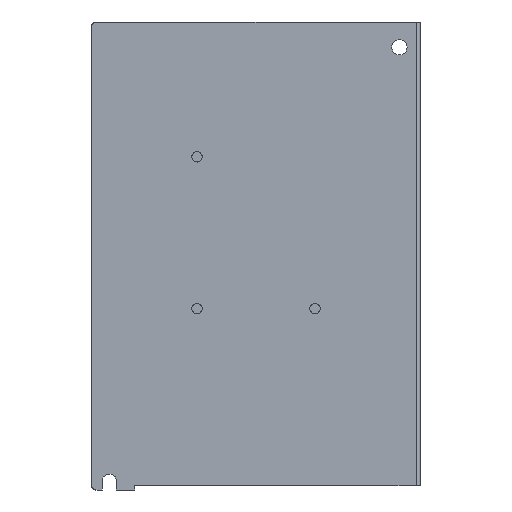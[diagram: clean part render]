
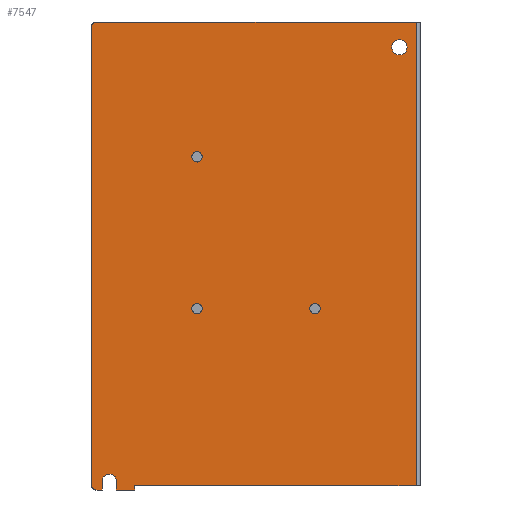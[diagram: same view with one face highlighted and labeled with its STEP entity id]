
A CAD part, front view. The second image highlights one B-rep face of the part: STEP entity #7547.
In plain terms, the highlighted planar face has unit normal (0, -1, 0).
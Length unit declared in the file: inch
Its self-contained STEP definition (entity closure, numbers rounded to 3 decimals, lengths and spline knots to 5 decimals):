
#140=PLANE('',#8059);
#318=LINE('',#11265,#745);
#344=LINE('',#11335,#771);
#349=LINE('',#11344,#776);
#356=LINE('',#11366,#783);
#365=LINE('',#11393,#792);
#366=LINE('',#11395,#793);
#367=LINE('',#11399,#794);
#368=LINE('',#11401,#795);
#369=LINE('',#11402,#796);
#745=VECTOR('',#8988,0.3937);
#771=VECTOR('',#9048,0.3937);
#776=VECTOR('',#9055,0.3937);
#783=VECTOR('',#9080,0.3937);
#792=VECTOR('',#9105,0.3937);
#793=VECTOR('',#9106,0.3937);
#794=VECTOR('',#9109,0.3937);
#795=VECTOR('',#9110,0.3937);
#796=VECTOR('',#9111,0.3937);
#1181=FACE_BOUND('',#2226,.T.);
#1182=FACE_BOUND('',#2227,.T.);
#1183=FACE_BOUND('',#2228,.T.);
#1184=FACE_BOUND('',#2229,.T.);
#1805=FACE_OUTER_BOUND('',#2225,.T.);
#2225=EDGE_LOOP('',(#5537,#5538,#5539,#5540,#5541,#5542,#5543,#5544,#5545,
#5546,#5547,#5548));
#2226=EDGE_LOOP('',(#5549));
#2227=EDGE_LOOP('',(#5550));
#2228=EDGE_LOOP('',(#5551));
#2229=EDGE_LOOP('',(#5552));
#3198=CIRCLE('',#8002,0.0485);
#3200=CIRCLE('',#8005,0.0485);
#3202=CIRCLE('',#8008,0.0485);
#3215=CIRCLE('',#8030,0.071);
#3224=CIRCLE('',#8050,0.04);
#3228=CIRCLE('',#8058,0.04);
#3229=CIRCLE('',#8060,0.067);
#3666=VERTEX_POINT('',#11211);
#3668=VERTEX_POINT('',#11216);
#3670=VERTEX_POINT('',#11221);
#3686=VERTEX_POINT('',#11262);
#3687=VERTEX_POINT('',#11264);
#3699=VERTEX_POINT('',#11292);
#3714=VERTEX_POINT('',#11333);
#3717=VERTEX_POINT('',#11342);
#3721=VERTEX_POINT('',#11358);
#3723=VERTEX_POINT('',#11364);
#3732=VERTEX_POINT('',#11388);
#3733=VERTEX_POINT('',#11392);
#3734=VERTEX_POINT('',#11394);
#3735=VERTEX_POINT('',#11396);
#3736=VERTEX_POINT('',#11398);
#3737=VERTEX_POINT('',#11400);
#4440=EDGE_CURVE('',#3666,#3666,#3198,.T.);
#4442=EDGE_CURVE('',#3668,#3668,#3200,.T.);
#4444=EDGE_CURVE('',#3670,#3670,#3202,.T.);
#4463=EDGE_CURVE('',#3686,#3687,#318,.T.);
#4477=EDGE_CURVE('',#3699,#3699,#3215,.T.);
#4498=EDGE_CURVE('',#3714,#3686,#344,.T.);
#4503=EDGE_CURVE('',#3714,#3717,#349,.T.);
#4511=EDGE_CURVE('',#3721,#3717,#3224,.T.);
#4514=EDGE_CURVE('',#3721,#3723,#356,.T.);
#4526=EDGE_CURVE('',#3732,#3723,#3228,.T.);
#4527=EDGE_CURVE('',#3732,#3733,#365,.T.);
#4528=EDGE_CURVE('',#3733,#3734,#366,.T.);
#4529=EDGE_CURVE('',#3734,#3735,#3229,.F.);
#4530=EDGE_CURVE('',#3735,#3736,#367,.T.);
#4531=EDGE_CURVE('',#3736,#3737,#368,.T.);
#4532=EDGE_CURVE('',#3737,#3687,#369,.T.);
#5537=ORIENTED_EDGE('',*,*,#4498,.F.);
#5538=ORIENTED_EDGE('',*,*,#4503,.T.);
#5539=ORIENTED_EDGE('',*,*,#4511,.F.);
#5540=ORIENTED_EDGE('',*,*,#4514,.T.);
#5541=ORIENTED_EDGE('',*,*,#4526,.F.);
#5542=ORIENTED_EDGE('',*,*,#4527,.T.);
#5543=ORIENTED_EDGE('',*,*,#4528,.T.);
#5544=ORIENTED_EDGE('',*,*,#4529,.T.);
#5545=ORIENTED_EDGE('',*,*,#4530,.T.);
#5546=ORIENTED_EDGE('',*,*,#4531,.T.);
#5547=ORIENTED_EDGE('',*,*,#4532,.T.);
#5548=ORIENTED_EDGE('',*,*,#4463,.F.);
#5549=ORIENTED_EDGE('',*,*,#4440,.T.);
#5550=ORIENTED_EDGE('',*,*,#4442,.T.);
#5551=ORIENTED_EDGE('',*,*,#4444,.T.);
#5552=ORIENTED_EDGE('',*,*,#4477,.T.);
#7547=ADVANCED_FACE('',(#1805,#1181,#1182,#1183,#1184),#140,.T.);
#8002=AXIS2_PLACEMENT_3D('',#11212,#8933,#8934);
#8005=AXIS2_PLACEMENT_3D('',#11217,#8939,#8940);
#8008=AXIS2_PLACEMENT_3D('',#11222,#8945,#8946);
#8030=AXIS2_PLACEMENT_3D('',#11293,#9009,#9010);
#8050=AXIS2_PLACEMENT_3D('',#11360,#9074,#9075);
#8058=AXIS2_PLACEMENT_3D('',#11390,#9101,#9102);
#8059=AXIS2_PLACEMENT_3D('',#11391,#9103,#9104);
#8060=AXIS2_PLACEMENT_3D('',#11397,#9107,#9108);
#8933=DIRECTION('center_axis',(0.,1.,0.));
#8934=DIRECTION('ref_axis',(1.,0.,0.));
#8939=DIRECTION('center_axis',(0.,1.,0.));
#8940=DIRECTION('ref_axis',(1.,0.,0.));
#8945=DIRECTION('center_axis',(0.,1.,0.));
#8946=DIRECTION('ref_axis',(1.,0.,0.));
#8988=DIRECTION('',(-1.,0.,0.));
#9009=DIRECTION('center_axis',(0.,1.,0.));
#9010=DIRECTION('ref_axis',(-1.,0.,0.));
#9048=DIRECTION('',(0.,0.,-1.));
#9055=DIRECTION('',(-1.,0.,0.));
#9074=DIRECTION('center_axis',(0.,1.,0.));
#9075=DIRECTION('ref_axis',(-0.707,0.,0.707));
#9080=DIRECTION('',(0.,0.,-1.));
#9101=DIRECTION('center_axis',(0.,1.,0.));
#9102=DIRECTION('ref_axis',(-0.707,0.,-0.707));
#9103=DIRECTION('center_axis',(0.,-1.,0.));
#9104=DIRECTION('ref_axis',(-1.,0.,0.));
#9105=DIRECTION('',(1.,0.,0.));
#9106=DIRECTION('',(0.,0.,1.));
#9107=DIRECTION('center_axis',(0.,-1.,0.));
#9108=DIRECTION('ref_axis',(0.993,0.,0.122));
#9109=DIRECTION('',(0.,0.,-1.));
#9110=DIRECTION('',(1.,0.,0.));
#9111=DIRECTION('',(0.,0.,1.));
#11211=CARTESIAN_POINT('',(0.43606,-0.02653,-2.677));
#11212=CARTESIAN_POINT('Origin',(0.38756,-0.02653,
-2.677));
#11216=CARTESIAN_POINT('',(0.43606,-0.02653,-1.26));
#11217=CARTESIAN_POINT('Origin',(0.38756,-0.02653,
-1.26));
#11221=CARTESIAN_POINT('',(1.53806,-0.02653,-2.677));
#11222=CARTESIAN_POINT('Origin',(1.48956,-0.02653,-2.677));
#11262=CARTESIAN_POINT('',(2.43356,-0.02653,-4.33));
#11264=CARTESIAN_POINT('',(-0.19644,-0.02653,-4.33));
#11265=CARTESIAN_POINT('',(2.47356,-0.02653,-4.33));
#11292=CARTESIAN_POINT('',(2.34956,-0.02653,-0.236));
#11293=CARTESIAN_POINT('Origin',(2.27856,-0.02653,-0.236));
#11333=CARTESIAN_POINT('',(2.43356,-0.02653,0.));
#11335=CARTESIAN_POINT('',(2.43356,-0.02653,0.));
#11342=CARTESIAN_POINT('',(-0.55644,-0.02653,0.));
#11344=CARTESIAN_POINT('',(2.47356,-0.02653,0.));
#11358=CARTESIAN_POINT('',(-0.59644,-0.02653,-0.04));
#11360=CARTESIAN_POINT('Origin',(-0.55644,-0.02653,
-0.04));
#11364=CARTESIAN_POINT('',(-0.59644,-0.02653,-4.332));
#11366=CARTESIAN_POINT('',(-0.59644,-0.02653,-4.282));
#11388=CARTESIAN_POINT('',(-0.55644,-0.02653,-4.372));
#11390=CARTESIAN_POINT('Origin',(-0.55644,-0.02653,
-4.332));
#11391=CARTESIAN_POINT('Origin',(2.47356,-0.02653,0.));
#11392=CARTESIAN_POINT('',(-0.49844,-0.02653,-4.372));
#11393=CARTESIAN_POINT('',(-0.59644,-0.02653,-4.372));
#11394=CARTESIAN_POINT('',(-0.49844,-0.02653,-4.282));
#11395=CARTESIAN_POINT('',(-0.49844,-0.02653,-4.372));
#11396=CARTESIAN_POINT('',(-0.36544,-0.02653,-4.282));
#11397=CARTESIAN_POINT('Origin',(-0.43194,-0.02653,
-4.29017));
#11398=CARTESIAN_POINT('',(-0.36544,-0.02653,-4.372));
#11399=CARTESIAN_POINT('',(-0.36544,-0.02653,-4.282));
#11400=CARTESIAN_POINT('',(-0.19644,-0.02653,-4.372));
#11401=CARTESIAN_POINT('',(-0.36544,-0.02653,-4.372));
#11402=CARTESIAN_POINT('',(-0.19644,-0.02653,-4.372));
